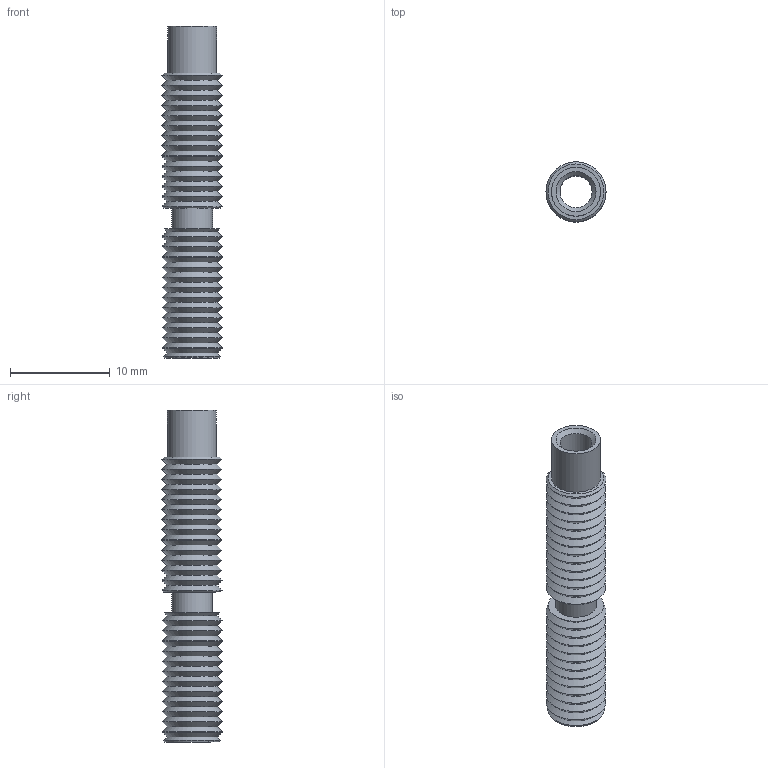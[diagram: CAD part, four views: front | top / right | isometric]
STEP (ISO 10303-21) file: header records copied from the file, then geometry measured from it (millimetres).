
FILE_DESCRIPTION(('FreeCAD Model'),'2;1');
FILE_NAME('MOARstruder-heatbreak_PP-MP0152_revA.step', '2016-10-12T15:02:57',('Author'),(''), 'Open CASCADE STEP processor 6.8','FreeCAD','Unknown');
FILE_SCHEMA(('AUTOMOTIVE_DESIGN_CC2 { 1 2 10303 214 -1 1 5 4 }'));
Length unit declared in the file: millimetre
Products named in the file (2): ASSEMBLY; Chamfer001
Assembly tree (1 placements, depth 2):
  ASSEMBLY
    Chamfer001
Bounding box: 6 x 6 x 33.2 mm (x, y, z)
Volume: 478.3 mm3; surface area: 1127.8 mm2
Topology: 1 solids, 1 shells, 91 faces, 177 edges, 91 vertices
Faces by surface type: cone 57, cylinder 29, plane 5
Full cylindrical faces by diameter (mm): 3.2 x1, 4.1 x1, 4.9 x1, 6 x26
Entity records: 4604 total; most frequent: DIRECTION 798, CARTESIAN_POINT 745, LINE 424, VECTOR 424, ORIENTED_EDGE 354, PCURVE 354, DEFINITIONAL_REPRESENTATION 354, AXIS2_PLACEMENT_3D 184
